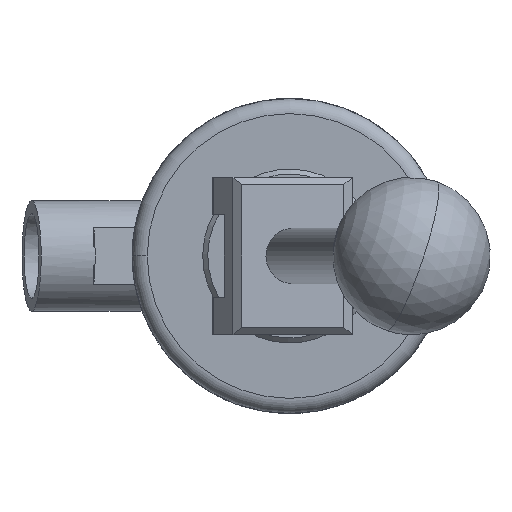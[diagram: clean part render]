
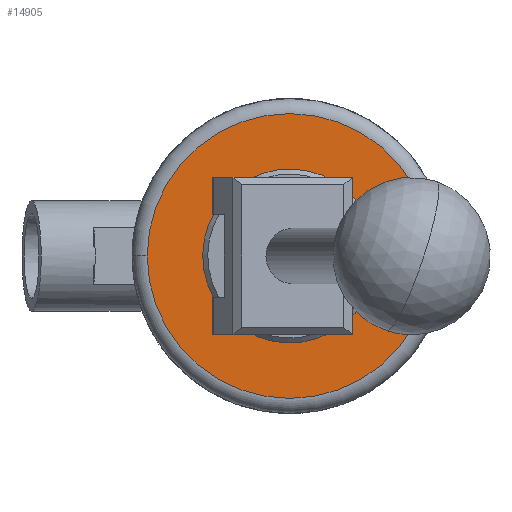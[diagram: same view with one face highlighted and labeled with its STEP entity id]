
A CAD part, front view. The second image highlights one B-rep face of the part: STEP entity #14905.
In plain terms, the highlighted planar face has unit normal (0, -1, 0).
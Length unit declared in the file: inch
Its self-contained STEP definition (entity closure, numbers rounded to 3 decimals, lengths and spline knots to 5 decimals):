
#475 = DIRECTION ( 'NONE',  ( 0., -1., 0. ) ) ;
#987 = VERTEX_POINT ( 'NONE', #12469 ) ;
#1236 = ORIENTED_EDGE ( 'NONE', *, *, #13654, .F. ) ;
#1280 = AXIS2_PLACEMENT_3D ( 'NONE', #6572, #7805, #15473 ) ;
#1685 = CARTESIAN_POINT ( 'NONE',  ( 0., 0., 0. ) ) ;
#1726 = CARTESIAN_POINT ( 'NONE',  ( 0., 0., 0. ) ) ;
#1973 = PLANE ( 'NONE',  #1280 ) ;
#2463 = CARTESIAN_POINT ( 'NONE',  ( 0.348, 0., 0. ) ) ;
#2608 = AXIS2_PLACEMENT_3D ( 'NONE', #1685, #14311, #14388 ) ;
#5116 = DIRECTION ( 'NONE',  ( 1., 0., 0. ) ) ;
#5509 = CIRCLE ( 'NONE', #7844, 0.348 ) ;
#5961 = CIRCLE ( 'NONE', #14168, 1.13 ) ;
#5998 = EDGE_CURVE ( 'NONE', #9468, #987, #15595, .T. ) ;
#6572 = CARTESIAN_POINT ( 'NONE',  ( 0., 0., -0.348 ) ) ;
#6740 = EDGE_LOOP ( 'NONE', ( #1236, #15938 ) ) ;
#7658 = EDGE_LOOP ( 'NONE', ( #9268, #10927 ) ) ;
#7805 = DIRECTION ( 'NONE',  ( 0., -1., 0. ) ) ;
#7844 = AXIS2_PLACEMENT_3D ( 'NONE', #12625, #11399, #5116 ) ;
#8318 = VERTEX_POINT ( 'NONE', #15504 ) ;
#9268 = ORIENTED_EDGE ( 'NONE', *, *, #13816, .T. ) ;
#9468 = VERTEX_POINT ( 'NONE', #10282 ) ;
#9532 = FACE_BOUND ( 'NONE', #6740, .T. ) ;
#10282 = CARTESIAN_POINT ( 'NONE',  ( -1.13, 0., 0. ) ) ;
#10611 = DIRECTION ( 'NONE',  ( 1., 0., 0. ) ) ;
#10805 = VERTEX_POINT ( 'NONE', #2463 ) ;
#10927 = ORIENTED_EDGE ( 'NONE', *, *, #5998, .T. ) ;
#11227 = CIRCLE ( 'NONE', #13903, 0.348 ) ;
#11399 = DIRECTION ( 'NONE',  ( 0., -1., 0. ) ) ;
#11976 = DIRECTION ( 'NONE',  ( 0., -1., 0. ) ) ;
#12469 = CARTESIAN_POINT ( 'NONE',  ( 1.13, 0., 0. ) ) ;
#12495 = CARTESIAN_POINT ( 'NONE',  ( 0., 0., 0. ) ) ;
#12625 = CARTESIAN_POINT ( 'NONE',  ( 0., 0., 0. ) ) ;
#13654 = EDGE_CURVE ( 'NONE', #10805, #8318, #11227, .T. ) ;
#13816 = EDGE_CURVE ( 'NONE', #987, #9468, #5961, .T. ) ;
#13903 = AXIS2_PLACEMENT_3D ( 'NONE', #1726, #475, #10611 ) ;
#14168 = AXIS2_PLACEMENT_3D ( 'NONE', #12495, #11976, #15452 ) ;
#14311 = DIRECTION ( 'NONE',  ( 0., -1., 0. ) ) ;
#14388 = DIRECTION ( 'NONE',  ( 1., 0., 0. ) ) ;
#14905 = ADVANCED_FACE ( 'NONE', ( #15834, #9532 ), #1973, .T. ) ;
#15452 = DIRECTION ( 'NONE',  ( 1., 0., 0. ) ) ;
#15473 = DIRECTION ( 'NONE',  ( 1., 0., 0. ) ) ;
#15504 = CARTESIAN_POINT ( 'NONE',  ( -0.348, 0., 0. ) ) ;
#15595 = CIRCLE ( 'NONE', #2608, 1.13 ) ;
#15623 = EDGE_CURVE ( 'NONE', #8318, #10805, #5509, .T. ) ;
#15834 = FACE_OUTER_BOUND ( 'NONE', #7658, .T. ) ;
#15938 = ORIENTED_EDGE ( 'NONE', *, *, #15623, .F. ) ;
